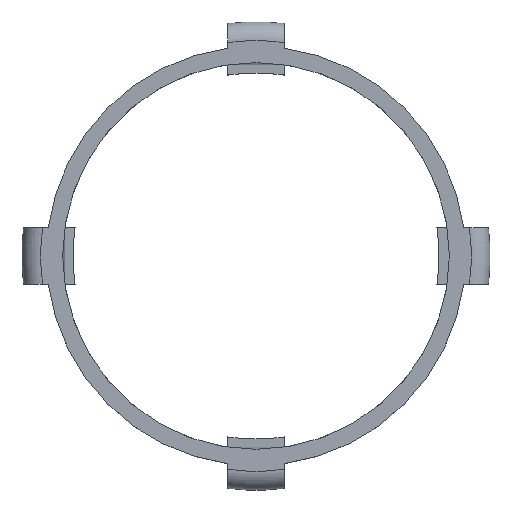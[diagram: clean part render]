
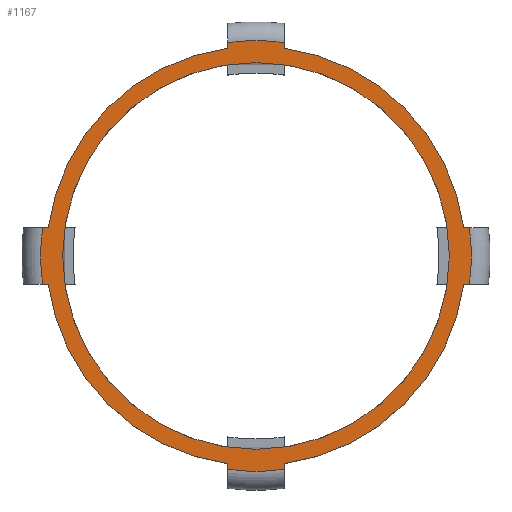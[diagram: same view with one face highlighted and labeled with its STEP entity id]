
A CAD part, top view. The second image highlights one B-rep face of the part: STEP entity #1167.
In plain terms, the highlighted planar face has unit normal (0, 0, 1).
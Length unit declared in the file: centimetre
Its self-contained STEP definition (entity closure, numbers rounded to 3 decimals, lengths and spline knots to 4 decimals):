
#32=FACE_BOUND('',#157,.T.);
#61=PLANE('',#1242);
#94=FACE_OUTER_BOUND('',#156,.T.);
#156=EDGE_LOOP('',(#826,#827,#828,#829,#830,#831,#832,#833,#834,#835,#836,
#837,#838,#839,#840,#841));
#157=EDGE_LOOP('',(#842));
#229=LINE('',#1816,#326);
#241=LINE('',#1899,#338);
#243=LINE('',#1906,#340);
#244=LINE('',#1908,#341);
#245=LINE('',#1911,#342);
#246=LINE('',#1914,#343);
#247=LINE('',#1916,#344);
#248=LINE('',#1919,#345);
#326=VECTOR('',#1397,1.);
#338=VECTOR('',#1415,1.);
#340=VECTOR('',#1423,1.);
#341=VECTOR('',#1424,1.);
#342=VECTOR('',#1427,1.);
#343=VECTOR('',#1430,1.);
#344=VECTOR('',#1431,1.);
#345=VECTOR('',#1434,1.);
#406=CIRCLE('',#1226,55.5);
#408=CIRCLE('',#1229,55.5);
#410=CIRCLE('',#1232,55.5);
#412=CIRCLE('',#1235,55.5);
#415=CIRCLE('',#1243,57.);
#416=CIRCLE('',#1244,57.);
#417=CIRCLE('',#1245,57.);
#418=CIRCLE('',#1246,57.);
#419=CIRCLE('',#1247,51.2);
#469=VERTEX_POINT('',#1706);
#470=VERTEX_POINT('',#1708);
#473=VERTEX_POINT('',#1715);
#474=VERTEX_POINT('',#1717);
#477=VERTEX_POINT('',#1724);
#478=VERTEX_POINT('',#1726);
#481=VERTEX_POINT('',#1733);
#482=VERTEX_POINT('',#1735);
#495=VERTEX_POINT('',#1797);
#509=VERTEX_POINT('',#1880);
#511=VERTEX_POINT('',#1905);
#512=VERTEX_POINT('',#1907);
#513=VERTEX_POINT('',#1909);
#514=VERTEX_POINT('',#1912);
#515=VERTEX_POINT('',#1915);
#516=VERTEX_POINT('',#1917);
#517=VERTEX_POINT('',#1921);
#591=EDGE_CURVE('',#470,#469,#406,.T.);
#595=EDGE_CURVE('',#474,#473,#408,.T.);
#599=EDGE_CURVE('',#478,#477,#410,.T.);
#603=EDGE_CURVE('',#482,#481,#412,.T.);
#618=EDGE_CURVE('',#473,#495,#229,.T.);
#634=EDGE_CURVE('',#481,#509,#241,.T.);
#637=EDGE_CURVE('',#511,#470,#243,.T.);
#638=EDGE_CURVE('',#469,#512,#244,.T.);
#639=EDGE_CURVE('',#513,#512,#415,.T.);
#640=EDGE_CURVE('',#513,#474,#245,.T.);
#641=EDGE_CURVE('',#514,#495,#416,.T.);
#642=EDGE_CURVE('',#514,#478,#246,.T.);
#643=EDGE_CURVE('',#477,#515,#247,.T.);
#644=EDGE_CURVE('',#516,#515,#417,.T.);
#645=EDGE_CURVE('',#516,#482,#248,.T.);
#646=EDGE_CURVE('',#511,#509,#418,.T.);
#647=EDGE_CURVE('',#517,#517,#419,.T.);
#826=ORIENTED_EDGE('',*,*,#637,.T.);
#827=ORIENTED_EDGE('',*,*,#591,.T.);
#828=ORIENTED_EDGE('',*,*,#638,.T.);
#829=ORIENTED_EDGE('',*,*,#639,.F.);
#830=ORIENTED_EDGE('',*,*,#640,.T.);
#831=ORIENTED_EDGE('',*,*,#595,.T.);
#832=ORIENTED_EDGE('',*,*,#618,.T.);
#833=ORIENTED_EDGE('',*,*,#641,.F.);
#834=ORIENTED_EDGE('',*,*,#642,.T.);
#835=ORIENTED_EDGE('',*,*,#599,.T.);
#836=ORIENTED_EDGE('',*,*,#643,.T.);
#837=ORIENTED_EDGE('',*,*,#644,.F.);
#838=ORIENTED_EDGE('',*,*,#645,.T.);
#839=ORIENTED_EDGE('',*,*,#603,.T.);
#840=ORIENTED_EDGE('',*,*,#634,.T.);
#841=ORIENTED_EDGE('',*,*,#646,.F.);
#842=ORIENTED_EDGE('',*,*,#647,.T.);
#1167=ADVANCED_FACE('',(#94,#32),#61,.T.);
#1226=AXIS2_PLACEMENT_3D('',#1709,#1358,#1359);
#1229=AXIS2_PLACEMENT_3D('',#1718,#1366,#1367);
#1232=AXIS2_PLACEMENT_3D('',#1727,#1374,#1375);
#1235=AXIS2_PLACEMENT_3D('',#1736,#1382,#1383);
#1242=AXIS2_PLACEMENT_3D('',#1904,#1421,#1422);
#1243=AXIS2_PLACEMENT_3D('',#1910,#1425,#1426);
#1244=AXIS2_PLACEMENT_3D('',#1913,#1428,#1429);
#1245=AXIS2_PLACEMENT_3D('',#1918,#1432,#1433);
#1246=AXIS2_PLACEMENT_3D('',#1920,#1435,#1436);
#1247=AXIS2_PLACEMENT_3D('',#1922,#1437,#1438);
#1358=DIRECTION('center_axis',(0.,0.,1.));
#1359=DIRECTION('ref_axis',(0.135,-0.991,0.));
#1366=DIRECTION('center_axis',(0.,0.,1.));
#1367=DIRECTION('ref_axis',(0.991,0.135,0.));
#1374=DIRECTION('center_axis',(0.,0.,1.));
#1375=DIRECTION('ref_axis',(-0.135,0.991,0.));
#1382=DIRECTION('center_axis',(0.,0.,1.));
#1383=DIRECTION('ref_axis',(-0.991,-0.135,0.));
#1397=DIRECTION('',(0.,1.,0.));
#1415=DIRECTION('',(0.,-1.,0.));
#1421=DIRECTION('center_axis',(0.,0.,1.));
#1422=DIRECTION('ref_axis',(0.,-1.,0.));
#1423=DIRECTION('',(0.,1.,0.));
#1424=DIRECTION('',(1.,0.,0.));
#1425=DIRECTION('center_axis',(0.,0.,-1.));
#1426=DIRECTION('ref_axis',(1.,0.,0.));
#1427=DIRECTION('',(-1.,0.,0.));
#1428=DIRECTION('center_axis',(0.,0.,-1.));
#1429=DIRECTION('ref_axis',(1.,0.,0.));
#1430=DIRECTION('',(0.,-1.,0.));
#1431=DIRECTION('',(-1.,0.,0.));
#1432=DIRECTION('center_axis',(0.,0.,-1.));
#1433=DIRECTION('ref_axis',(1.,0.,0.));
#1434=DIRECTION('',(1.,0.,0.));
#1435=DIRECTION('center_axis',(0.,0.,-1.));
#1436=DIRECTION('ref_axis',(1.,0.,0.));
#1437=DIRECTION('center_axis',(0.,0.,-1.));
#1438=DIRECTION('ref_axis',(1.,0.,0.));
#1706=CARTESIAN_POINT('',(204.4785,-43.7128,14.5));
#1708=CARTESIAN_POINT('',(156.9876,-91.2037,14.5));
#1709=CARTESIAN_POINT('Origin',(149.4876,-36.2128,14.5));
#1715=CARTESIAN_POINT('',(156.9876,18.7781,14.5));
#1717=CARTESIAN_POINT('',(204.4785,-28.7128,14.5));
#1718=CARTESIAN_POINT('Origin',(149.4876,-36.2128,14.5));
#1724=CARTESIAN_POINT('',(94.4967,-28.7128,14.5));
#1726=CARTESIAN_POINT('',(141.9876,18.7781,14.5));
#1727=CARTESIAN_POINT('Origin',(149.4876,-36.2128,14.5));
#1733=CARTESIAN_POINT('',(141.9876,-91.2037,14.5));
#1735=CARTESIAN_POINT('',(94.4967,-43.7128,14.5));
#1736=CARTESIAN_POINT('Origin',(149.4876,-36.2128,14.5));
#1797=CARTESIAN_POINT('',(156.9876,20.2916,14.5));
#1816=CARTESIAN_POINT('',(156.9876,-0.3747,14.5));
#1880=CARTESIAN_POINT('',(141.9876,-92.7172,14.5));
#1899=CARTESIAN_POINT('',(141.9876,-72.051,14.5));
#1904=CARTESIAN_POINT('Origin',(92.4876,-36.2128,14.5));
#1905=CARTESIAN_POINT('',(156.9876,-92.7172,14.5));
#1906=CARTESIAN_POINT('',(156.9876,-63.7083,14.5));
#1907=CARTESIAN_POINT('',(205.9921,-43.7128,14.5));
#1908=CARTESIAN_POINT('',(156.8258,-43.7128,14.5));
#1909=CARTESIAN_POINT('',(205.9921,-28.7128,14.5));
#1910=CARTESIAN_POINT('Origin',(149.4876,-36.2128,14.5));
#1911=CARTESIAN_POINT('',(148.4831,-28.7128,14.5));
#1912=CARTESIAN_POINT('',(141.9876,20.2916,14.5));
#1913=CARTESIAN_POINT('Origin',(149.4876,-36.2128,14.5));
#1914=CARTESIAN_POINT('',(141.9876,-8.7174,14.5));
#1915=CARTESIAN_POINT('',(92.9832,-28.7128,14.5));
#1916=CARTESIAN_POINT('',(85.1495,-28.7128,14.5));
#1917=CARTESIAN_POINT('',(92.9832,-43.7128,14.5));
#1918=CARTESIAN_POINT('Origin',(149.4876,-36.2128,14.5));
#1919=CARTESIAN_POINT('',(93.4922,-43.7128,14.5));
#1920=CARTESIAN_POINT('Origin',(149.4876,-36.2128,14.5));
#1921=CARTESIAN_POINT('',(200.6876,-36.2128,14.5));
#1922=CARTESIAN_POINT('Origin',(149.4876,-36.2128,14.5));
